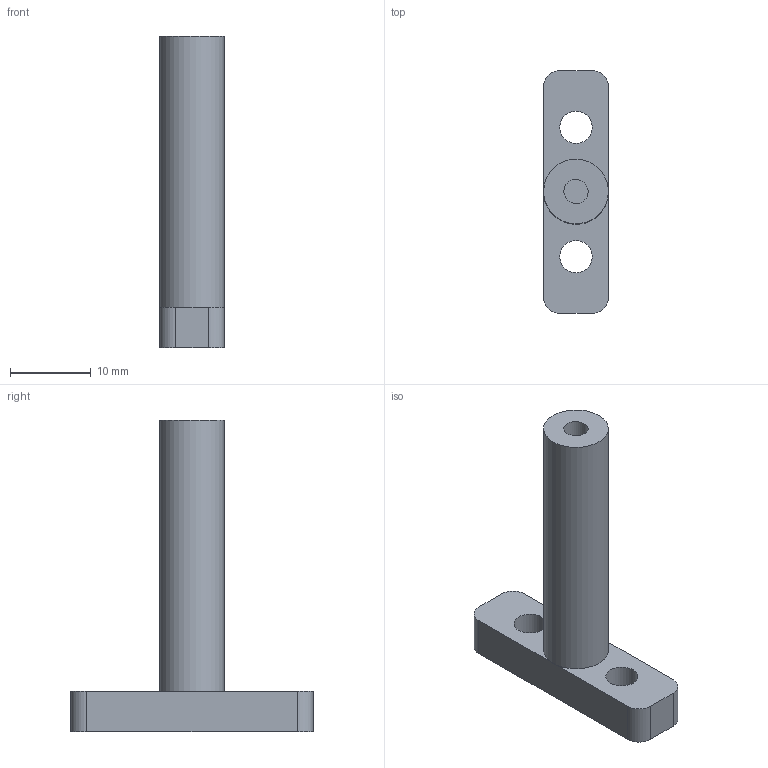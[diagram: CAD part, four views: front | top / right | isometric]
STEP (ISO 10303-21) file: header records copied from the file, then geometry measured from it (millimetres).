
FILE_DESCRIPTION(('HOOPS Exchange Step'),'2;1');
FILE_NAME('CoperBus3.STP','2023-10-06T13:28:41+03:00',('RBI'),('None'),'HOOPS Exchange 2022.2','SOLIDWORKS MBD','None');
FILE_SCHEMA( ('AP242_MANAGED_MODEL_BASED_3D_ENGINEERING_MIM_LF {1 0 10303 442 1 1 4 }') );
Length unit declared in the file: inch
Products named in the file (3): Bus3-1; Bus1_part-1; Default
Assembly tree (2 placements, depth 2):
  Default
    Bus3-1
    Bus1_part-1
Bounding box: 8 x 30 x 38.5 mm (x, y, z)
Volume: 2670.4 mm3; surface area: 2048.6 mm2
Topology: 2 solids, 2 shells, 20 faces, 46 edges, 32 vertices
Faces by surface type: plane 10, cylinder 10
Full cylindrical faces by diameter (mm): 3 x1, 4 x4, 8 x1
Entity records: 709 total; most frequent: DIRECTION 126, CARTESIAN_POINT 107, ORIENTED_EDGE 92, AXIS2_PLACEMENT_3D 52, EDGE_CURVE 46, VERTEX_POINT 32, EDGE_LOOP 28, FACE_BOUND 28
